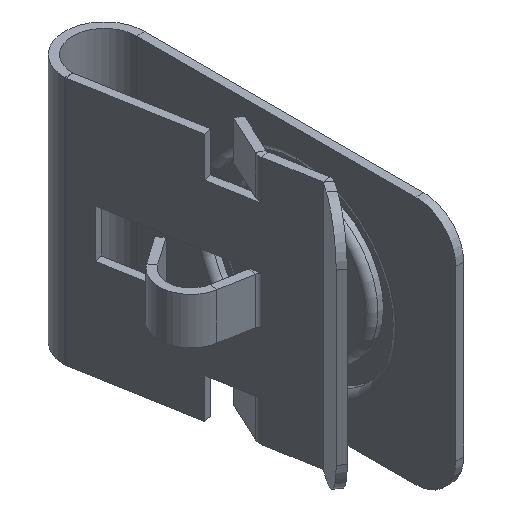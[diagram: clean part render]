
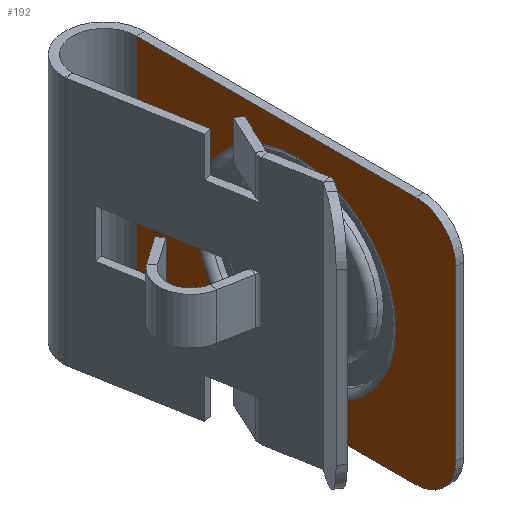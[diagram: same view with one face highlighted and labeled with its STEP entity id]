
A CAD part, isometric view. The second image highlights one B-rep face of the part: STEP entity #192.
In plain terms, the highlighted planar face has unit normal (-1, 0, 0).
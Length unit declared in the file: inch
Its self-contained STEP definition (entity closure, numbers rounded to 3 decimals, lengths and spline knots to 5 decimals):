
#178 = VERTEX_POINT ( 'NONE', #1352 ) ;
#179 = ORIENTED_EDGE ( 'NONE', *, *, #180, .T. ) ;
#180 = EDGE_CURVE ( 'NONE', #178, #486, #1351, .T. ) ;
#181 = ORIENTED_EDGE ( 'NONE', *, *, #576, .T. ) ;
#182 = ORIENTED_EDGE ( 'NONE', *, *, #293, .T. ) ;
#192 = ADVANCED_FACE ( 'NONE', ( #1332, #1174 ), #1173, .T. ) ;
#193 = EDGE_LOOP ( 'NONE', ( #194, #196 ) ) ;
#194 = ORIENTED_EDGE ( 'NONE', *, *, #195, .T. ) ;
#195 = EDGE_CURVE ( 'NONE', #415, #403, #1167, .T. ) ;
#196 = ORIENTED_EDGE ( 'NONE', *, *, #414, .T. ) ;
#197 = EDGE_LOOP ( 'NONE', ( #198, #199, #202, #179, #181, #182 ) ) ;
#198 = ORIENTED_EDGE ( 'NONE', *, *, #309, .F. ) ;
#199 = ORIENTED_EDGE ( 'NONE', *, *, #200, .T. ) ;
#200 = EDGE_CURVE ( 'NONE', #307, #201, #1163, .T. ) ;
#201 = VERTEX_POINT ( 'NONE', #1158 ) ;
#202 = ORIENTED_EDGE ( 'NONE', *, *, #203, .F. ) ;
#203 = EDGE_CURVE ( 'NONE', #178, #201, #1157, .T. ) ;
#293 = EDGE_CURVE ( 'NONE', #323, #335, #1329, .T. ) ;
#307 = VERTEX_POINT ( 'NONE', #1292 ) ;
#309 = EDGE_CURVE ( 'NONE', #307, #335, #1291, .T. ) ;
#323 = VERTEX_POINT ( 'NONE', #1632 ) ;
#335 = VERTEX_POINT ( 'NONE', #1606 ) ;
#403 = VERTEX_POINT ( 'NONE', #1473 ) ;
#414 = EDGE_CURVE ( 'NONE', #403, #415, #1454, .T. ) ;
#415 = VERTEX_POINT ( 'NONE', #1449 ) ;
#486 = VERTEX_POINT ( 'NONE', #1774 ) ;
#576 = EDGE_CURVE ( 'NONE', #486, #323, #2005, .T. ) ;
#1154 = DIRECTION ( 'NONE',  ( 0., 0., -1. ) ) ;
#1155 = VECTOR ( 'NONE', #1154, 39.37008 ) ;
#1156 = CARTESIAN_POINT ( 'NONE',  ( 0., 0., 0.312 ) ) ;
#1157 = LINE ( 'NONE', #1156, #1155 ) ;
#1158 = CARTESIAN_POINT ( 'NONE',  ( 0., 0., 0.05 ) ) ;
#1159 = DIRECTION ( 'NONE',  ( 0., 0., 1. ) ) ;
#1160 = DIRECTION ( 'NONE',  ( -1., 0., 0. ) ) ;
#1161 = CARTESIAN_POINT ( 'NONE',  ( 0., 0.05, 0.05 ) ) ;
#1162 = AXIS2_PLACEMENT_3D ( 'NONE', #1161, #1160, #1159 ) ;
#1163 = CIRCLE ( 'NONE', #1162, 0.05 ) ;
#1164 = DIRECTION ( 'NONE',  ( 0., 0., 1. ) ) ;
#1165 = DIRECTION ( 'NONE',  ( 1., 0., 0. ) ) ;
#1166 = AXIS2_PLACEMENT_3D ( 'NONE', #1171, #1165, #1164 ) ;
#1167 = CIRCLE ( 'NONE', #1166, 0.1255 ) ;
#1168 = DIRECTION ( 'NONE',  ( 0., 0., 1. ) ) ;
#1169 = DIRECTION ( 'NONE',  ( -1., 0., 0. ) ) ;
#1170 = CARTESIAN_POINT ( 'NONE',  ( 0., 0., 0.312 ) ) ;
#1171 = CARTESIAN_POINT ( 'NONE',  ( 0., 0.2, 0.156 ) ) ;
#1172 = AXIS2_PLACEMENT_3D ( 'NONE', #1170, #1169, #1168 ) ;
#1173 = PLANE ( 'NONE',  #1172 ) ;
#1174 = FACE_OUTER_BOUND ( 'NONE', #197, .T. ) ;
#1288 = DIRECTION ( 'NONE',  ( 0., 1., 0. ) ) ;
#1289 = VECTOR ( 'NONE', #1288, 39.37008 ) ;
#1290 = CARTESIAN_POINT ( 'NONE',  ( 0., 0., 0. ) ) ;
#1291 = LINE ( 'NONE', #1290, #1289 ) ;
#1292 = CARTESIAN_POINT ( 'NONE',  ( 0., 0.05, 0. ) ) ;
#1326 = DIRECTION ( 'NONE',  ( 0., 0., -1. ) ) ;
#1327 = VECTOR ( 'NONE', #1326, 39.37008 ) ;
#1328 = CARTESIAN_POINT ( 'NONE',  ( 0., 0.4, 0.312 ) ) ;
#1329 = LINE ( 'NONE', #1328, #1327 ) ;
#1332 = FACE_BOUND ( 'NONE', #193, .T. ) ;
#1347 = DIRECTION ( 'NONE',  ( 0., 0., 1. ) ) ;
#1348 = DIRECTION ( 'NONE',  ( -1., 0., 0. ) ) ;
#1349 = CARTESIAN_POINT ( 'NONE',  ( 0., 0.05, 0.262 ) ) ;
#1350 = AXIS2_PLACEMENT_3D ( 'NONE', #1349, #1348, #1347 ) ;
#1351 = CIRCLE ( 'NONE', #1350, 0.05 ) ;
#1352 = CARTESIAN_POINT ( 'NONE',  ( 0., 0., 0.262 ) ) ;
#1449 = CARTESIAN_POINT ( 'NONE',  ( 0., 0.2, 0.2815 ) ) ;
#1450 = DIRECTION ( 'NONE',  ( 0., 0., 1. ) ) ;
#1451 = DIRECTION ( 'NONE',  ( 1., 0., 0. ) ) ;
#1452 = CARTESIAN_POINT ( 'NONE',  ( 0., 0.2, 0.156 ) ) ;
#1453 = AXIS2_PLACEMENT_3D ( 'NONE', #1452, #1451, #1450 ) ;
#1454 = CIRCLE ( 'NONE', #1453, 0.1255 ) ;
#1473 = CARTESIAN_POINT ( 'NONE',  ( 0., 0.2, 0.0305 ) ) ;
#1606 = CARTESIAN_POINT ( 'NONE',  ( 0., 0.4, 0. ) ) ;
#1632 = CARTESIAN_POINT ( 'NONE',  ( 0., 0.4, 0.312 ) ) ;
#1774 = CARTESIAN_POINT ( 'NONE',  ( 0., 0.05, 0.312 ) ) ;
#2004 = CARTESIAN_POINT ( 'NONE',  ( 0., 0., 0.312 ) ) ;
#2005 = LINE ( 'NONE', #2004, #2057 ) ;
#2056 = DIRECTION ( 'NONE',  ( 0., 1., 0. ) ) ;
#2057 = VECTOR ( 'NONE', #2056, 39.37008 ) ;
